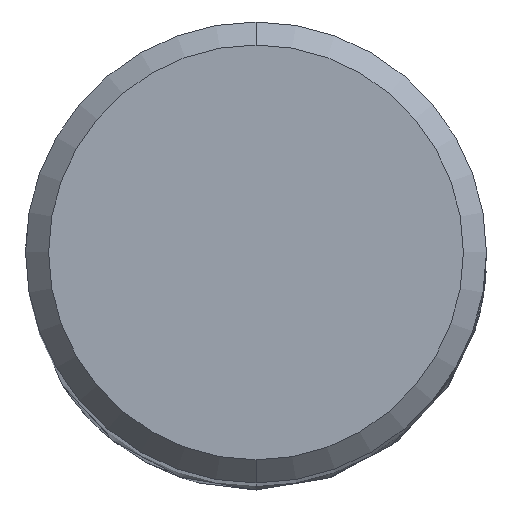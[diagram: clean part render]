
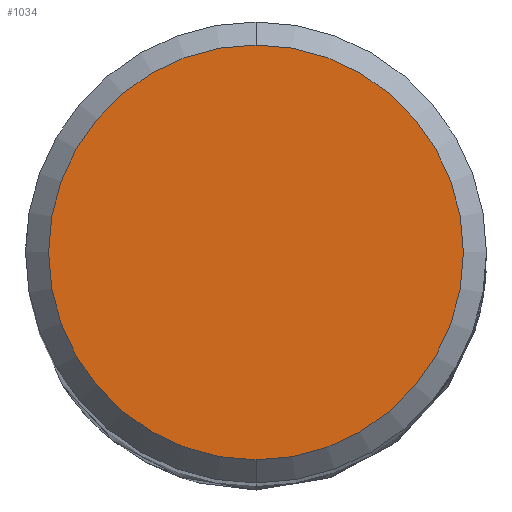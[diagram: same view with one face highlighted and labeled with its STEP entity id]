
A CAD part, top view. The second image highlights one B-rep face of the part: STEP entity #1034.
In plain terms, the highlighted planar face has unit normal (0, 0, 1).
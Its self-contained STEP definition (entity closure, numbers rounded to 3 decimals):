
#576=EDGE_CURVE('',#832,#920,#1309,.T.);
#782=EDGE_CURVE('',#920,#832,#1532,.T.);
#832=VERTEX_POINT('',#1589);
#920=VERTEX_POINT('',#1688);
#1034=ADVANCED_FACE('',(#1814),#1815,.T.);
#1309=CIRCLE('',#3274,4.5);
#1532=CIRCLE('',#4647,4.5);
#1589=CARTESIAN_POINT('',(0.,-4.5,0.0));
#1688=CARTESIAN_POINT('',(0.0,4.5,0.0));
#1814=FACE_OUTER_BOUND('',#6730,.T.);
#1815=PLANE('',#6731);
#3274=AXIS2_PLACEMENT_3D('',#8037,#8038,#8039);
#4647=AXIS2_PLACEMENT_3D('',#8255,#8256,#8257);
#6730=EDGE_LOOP('',(#8614,#8615));
#6731=AXIS2_PLACEMENT_3D('',#8616,#8617,#8618);
#8037=CARTESIAN_POINT('',(0.0,0.0,0.0));
#8038=DIRECTION('',(0.0,0.0,-1.0));
#8039=DIRECTION('',(0.0,1.0,0.0));
#8255=CARTESIAN_POINT('',(0.0,0.0,0.0));
#8256=DIRECTION('',(0.0,0.0,-1.0));
#8257=DIRECTION('',(0.0,1.0,0.0));
#8614=ORIENTED_EDGE('',*,*,#782,.F.);
#8615=ORIENTED_EDGE('',*,*,#576,.F.);
#8616=CARTESIAN_POINT('',(0.0,2.25,0.0));
#8617=DIRECTION('',(-0.0,0.0,1.0));
#8618=DIRECTION('',(0.0,-1.0,0.0));
